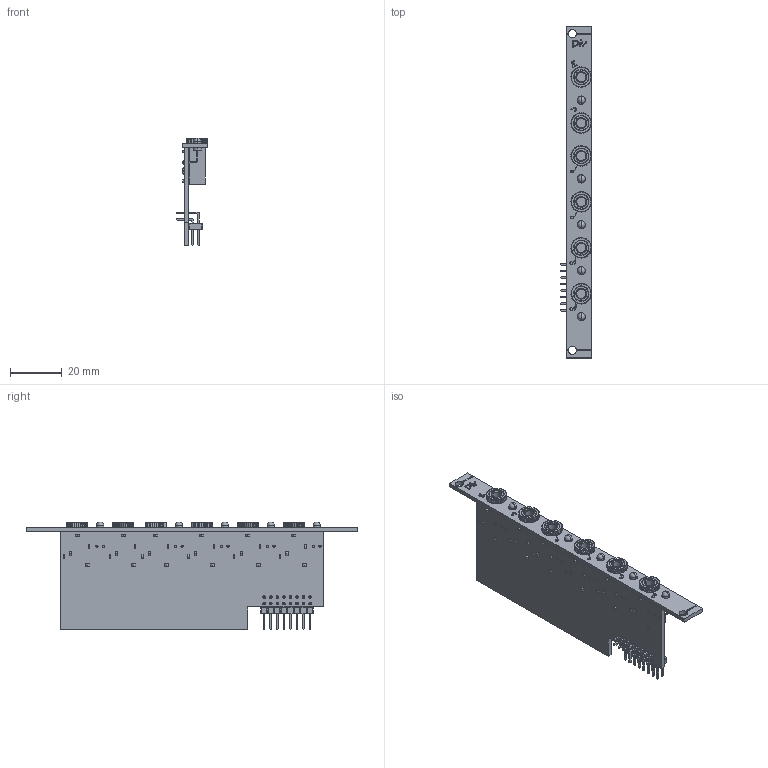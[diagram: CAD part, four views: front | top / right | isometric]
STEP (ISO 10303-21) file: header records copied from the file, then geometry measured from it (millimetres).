
FILE_DESCRIPTION (( 'STEP AP214' ), '1' );
FILE_NAME ('Slimline Clock Divider V2 Module.STEP', '2023-02-12T18:26:14', ( '' ), ( '' ), 'SwSTEP 2.0', 'SolidWorks 2020', '' );
FILE_SCHEMA (( 'AUTOMOTIVE_DESIGN' ));
Length unit declared in the file: millimetre
Products named in the file (15): SOLID^PJ-324M_Slimline Clock Divider SMD Main_Slimline Clock Divider V2 Module; Slimline Clock Divider SMD Main PCB^Slimline Clock Divider SMD Main_Slimline Clock Divider V2 Module; Nut; PJ-324M^Slimline Clock Divider SMD Main_Slimline Clock Divider V2 Module; LED 3mm gebogen 2HP Standard; Slimline Clock Divider V2 Module; Slimline Clock Divider V2 Front; Header 8 x 2P - RA; Slimline Clock Divider SMD Main^Slimline Clock Divider V2 Module; Header 2P - Right Angle - Jameco
Assembly tree (35 placements, depth 4):
  Slimline Clock Divider V2 Module
    Slimline Clock Divider V2 Front
    Nut  x6
    LED 3mm gebogen 2HP Standard  x5
    Slimline Clock Divider SMD Main^Slimline Clock Divider V2 Module
      PJ-324M^Slimline Clock Divider SMD Main_Slimline Clock Divider V2 Module
        SOLID^PJ-324M_Slimline Clock Divider SMD Main_Slimline Clock Divider V2 Module
      PJ-324M^Slimline Clock Divider SMD Main_Slimline Clock Divider V2 Module
        SOLID^PJ-324M_Slimline Clock Divider SMD Main_Slimline Clock Divider V2 Module
      PJ-324M^Slimline Clock Divider SMD Main_Slimline Clock Divider V2 Module
        SOLID^PJ-324M_Slimline Clock Divider SMD Main_Slimline Clock Divider V2 Module
      PJ-324M^Slimline Clock Divider SMD Main_Slimline Clock Divider V2 Module
        SOLID^PJ-324M_Slimline Clock Divider SMD Main_Slimline Clock Divider V2 Module
      PJ-324M^Slimline Clock Divider SMD Main_Slimline Clock Divider V2 Module
        SOLID^PJ-324M_Slimline Clock Divider SMD Main_Slimline Clock Divider V2 Module
      PJ-324M^Slimline Clock Divider SMD Main_Slimline Clock Divider V2 Module
        SOLID^PJ-324M_Slimline Clock Divider SMD Main_Slimline Clock Divider V2 Module
      Slimline Clock Divider SMD Main PCB^Slimline Clock Divider SMD Main_Slimline Clock Divider V2 Module
    Header 8 x 2P - RA
      Header 2P - Right Angle - Jameco  x8
Bounding box: 12.05 x 128.5 x 41.7 mm (x, y, z)
Volume: 14684.9 mm3; surface area: 17875.8 mm2
Topology: 37 solids, 37 shells, 2207 faces, 5907 edges, 3867 vertices
Faces by surface type: plane 1175, bspline 404, cone 378, cylinder 240, sphere 10
Entity records: 31340 total; most frequent: CARTESIAN_POINT 10290, ORIENTED_EDGE 3972, DIRECTION 3082, EDGE_CURVE 1986, VERTEX_POINT 1314, LINE 1090, VECTOR 1090, AXIS2_PLACEMENT_3D 996
